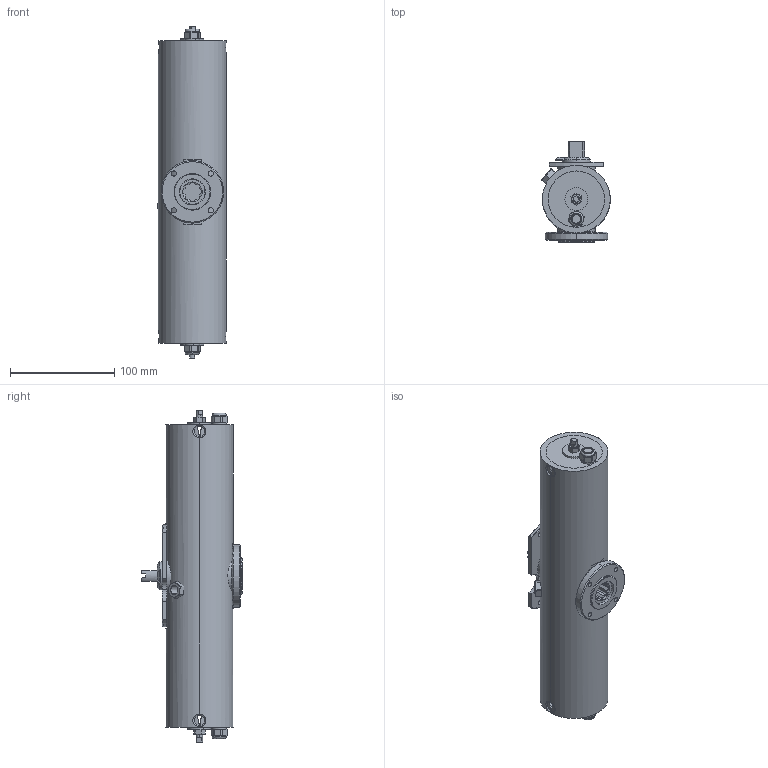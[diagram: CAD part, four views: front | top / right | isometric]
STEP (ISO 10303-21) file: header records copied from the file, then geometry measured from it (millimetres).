
FILE_DESCRIPTION (( 'STEP AP203' ), '1' );
FILE_NAME ('018627.STEP', '2018-08-21T12:38:41', ( '' ), ( '' ), 'SwSTEP 2.0', 'SolidWorks 2018', '' );
FILE_SCHEMA (( 'CONFIG_CONTROL_DESIGN' ));
Length unit declared in the file: millimetre
Products named in the file (1): 018627
Bounding box: 65.67 x 96.6 x 318.4 mm (x, y, z)
Volume: 1005593.5 mm3; surface area: 82843.2 mm2
Topology: 1 solids, 2 shells, 328 faces, 848 edges, 546 vertices
Faces by surface type: plane 156, cylinder 110, cone 38, torus 16, bspline 8
Full cylindrical faces by diameter (mm): 10.1 x4
Entity records: 12358 total; most frequent: CARTESIAN_POINT 4332, ORIENTED_EDGE 1712, DIRECTION 1615, EDGE_CURVE 856, AXIS2_PLACEMENT_3D 627, VERTEX_POINT 554, EDGE_LOOP 370, LINE 361
